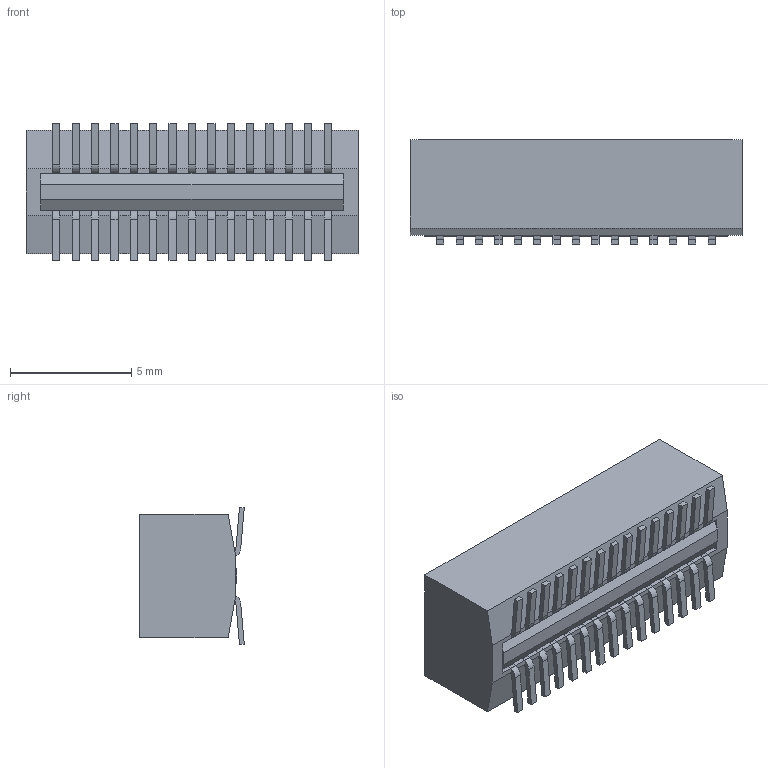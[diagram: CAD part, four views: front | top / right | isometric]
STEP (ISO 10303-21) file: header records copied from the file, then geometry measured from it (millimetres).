
FILE_DESCRIPTION (( 'STEP AP214' ), '1' );
FILE_NAME ('ACM-connector-pcb.step', '2020-01-30T01:07:43', ( '' ), ( '' ), 'SwSTEP 2.0', 'SolidWorks 2019', '' );
FILE_SCHEMA (( 'AUTOMOTIVE_DESIGN' ));
Length unit declared in the file: millimetre
Products named in the file (1): ACM-connector-pcb
Bounding box: 13.7 x 4.31 x 5.65 mm (x, y, z)
Volume: 93.7 mm3; surface area: 540 mm2
Topology: 31 solids, 31 shells, 390 faces, 974 edges, 648 vertices
Faces by surface type: plane 328, cylinder 62
Entity records: 15468 total; most frequent: CARTESIAN_POINT 2013, ORIENTED_EDGE 1948, DIRECTION 1880, EDGE_CURVE 974, LINE 850, VECTOR 850, VERTEX_POINT 648, AXIS2_PLACEMENT_3D 515
